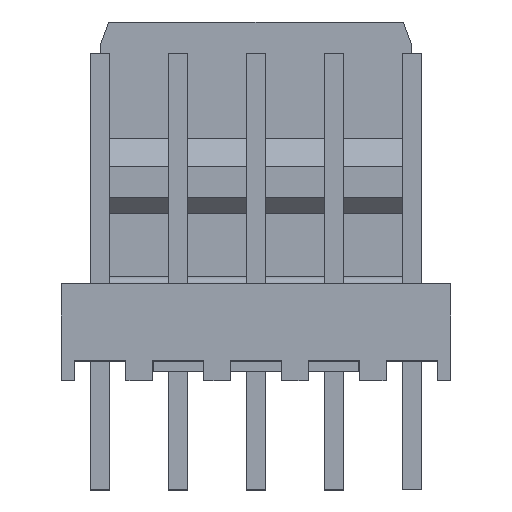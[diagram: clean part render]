
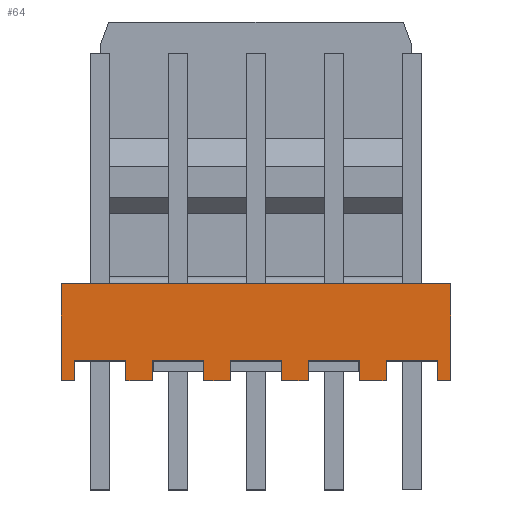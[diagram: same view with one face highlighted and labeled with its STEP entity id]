
A CAD part, top view. The second image highlights one B-rep face of the part: STEP entity #64.
In plain terms, the highlighted planar face has unit normal (0, 0, 1).
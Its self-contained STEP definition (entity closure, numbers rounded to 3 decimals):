
#64=ADVANCED_FACE('',(#187),#188,.T.);
#187=FACE_OUTER_BOUND('',#429,.T.);
#188=PLANE('',#430);
#429=EDGE_LOOP('',(#676,#677,#678,#679,#680,#681,#682,#683,#684,#685,#686,#687,#688,#689,#690,#691,#692,#693,#694,#695,#696,#697,#698,#699));
#430=AXIS2_PLACEMENT_3D('',#700,#701,#702);
#676=ORIENTED_EDGE('',*,*,#1610,.F.);
#677=ORIENTED_EDGE('',*,*,#1611,.F.);
#678=ORIENTED_EDGE('',*,*,#1612,.T.);
#679=ORIENTED_EDGE('',*,*,#1613,.F.);
#680=ORIENTED_EDGE('',*,*,#1614,.F.);
#681=ORIENTED_EDGE('',*,*,#1609,.T.);
#682=ORIENTED_EDGE('',*,*,#1615,.T.);
#683=ORIENTED_EDGE('',*,*,#1616,.T.);
#684=ORIENTED_EDGE('',*,*,#1617,.F.);
#685=ORIENTED_EDGE('',*,*,#1618,.F.);
#686=ORIENTED_EDGE('',*,*,#1619,.T.);
#687=ORIENTED_EDGE('',*,*,#1620,.T.);
#688=ORIENTED_EDGE('',*,*,#1621,.F.);
#689=ORIENTED_EDGE('',*,*,#1622,.F.);
#690=ORIENTED_EDGE('',*,*,#1623,.T.);
#691=ORIENTED_EDGE('',*,*,#1624,.T.);
#692=ORIENTED_EDGE('',*,*,#1625,.F.);
#693=ORIENTED_EDGE('',*,*,#1626,.F.);
#694=ORIENTED_EDGE('',*,*,#1627,.T.);
#695=ORIENTED_EDGE('',*,*,#1628,.T.);
#696=ORIENTED_EDGE('',*,*,#1629,.F.);
#697=ORIENTED_EDGE('',*,*,#1630,.F.);
#698=ORIENTED_EDGE('',*,*,#1631,.T.);
#699=ORIENTED_EDGE('',*,*,#1632,.T.);
#700=CARTESIAN_POINT('',(-6.35,1.58,2.92));
#701=DIRECTION('',(0.0,0.0,1.0));
#702=DIRECTION('',(1.0,0.0,0.0));
#1609=EDGE_CURVE('',#1934,#1938,#1940,.T.);
#1610=EDGE_CURVE('',#1941,#1942,#1943,.T.);
#1611=EDGE_CURVE('',#1944,#1941,#1945,.T.);
#1612=EDGE_CURVE('',#1944,#1946,#1947,.T.);
#1613=EDGE_CURVE('',#1948,#1946,#1949,.T.);
#1614=EDGE_CURVE('',#1934,#1948,#1950,.T.);
#1615=EDGE_CURVE('',#1938,#1951,#1952,.T.);
#1616=EDGE_CURVE('',#1951,#1953,#1954,.T.);
#1617=EDGE_CURVE('',#1955,#1953,#1956,.T.);
#1618=EDGE_CURVE('',#1957,#1955,#1958,.T.);
#1619=EDGE_CURVE('',#1957,#1959,#1960,.T.);
#1620=EDGE_CURVE('',#1959,#1961,#1962,.T.);
#1621=EDGE_CURVE('',#1963,#1961,#1964,.T.);
#1622=EDGE_CURVE('',#1965,#1963,#1966,.T.);
#1623=EDGE_CURVE('',#1965,#1967,#1968,.T.);
#1624=EDGE_CURVE('',#1967,#1969,#1970,.T.);
#1625=EDGE_CURVE('',#1971,#1969,#1972,.T.);
#1626=EDGE_CURVE('',#1973,#1971,#1974,.T.);
#1627=EDGE_CURVE('',#1973,#1975,#1976,.T.);
#1628=EDGE_CURVE('',#1975,#1977,#1978,.T.);
#1629=EDGE_CURVE('',#1979,#1977,#1980,.T.);
#1630=EDGE_CURVE('',#1981,#1979,#1982,.T.);
#1631=EDGE_CURVE('',#1981,#1983,#1984,.T.);
#1632=EDGE_CURVE('',#1983,#1942,#1985,.T.);
#1934=VERTEX_POINT('',#2429);
#1938=VERTEX_POINT('',#2435);
#1940=LINE('',#2438,#2439);
#1941=VERTEX_POINT('',#2440);
#1942=VERTEX_POINT('',#2441);
#1943=LINE('',#2442,#2443);
#1944=VERTEX_POINT('',#2444);
#1945=LINE('',#2445,#2446);
#1946=VERTEX_POINT('',#2447);
#1947=LINE('',#2448,#2449);
#1948=VERTEX_POINT('',#2450);
#1949=LINE('',#2451,#2452);
#1950=LINE('',#2453,#2454);
#1951=VERTEX_POINT('',#2455);
#1952=LINE('',#2456,#2457);
#1953=VERTEX_POINT('',#2458);
#1954=LINE('',#2459,#2460);
#1955=VERTEX_POINT('',#2461);
#1956=LINE('',#2462,#2463);
#1957=VERTEX_POINT('',#2464);
#1958=LINE('',#2465,#2466);
#1959=VERTEX_POINT('',#2467);
#1960=LINE('',#2468,#2469);
#1961=VERTEX_POINT('',#2470);
#1962=LINE('',#2471,#2472);
#1963=VERTEX_POINT('',#2473);
#1964=LINE('',#2474,#2475);
#1965=VERTEX_POINT('',#2476);
#1966=LINE('',#2477,#2478);
#1967=VERTEX_POINT('',#2479);
#1968=LINE('',#2480,#2481);
#1969=VERTEX_POINT('',#2482);
#1970=LINE('',#2483,#2484);
#1971=VERTEX_POINT('',#2485);
#1972=LINE('',#2486,#2487);
#1973=VERTEX_POINT('',#2488);
#1974=LINE('',#2489,#2490);
#1975=VERTEX_POINT('',#2491);
#1976=LINE('',#2492,#2493);
#1977=VERTEX_POINT('',#2494);
#1978=LINE('',#2495,#2496);
#1979=VERTEX_POINT('',#2497);
#1980=LINE('',#2498,#2499);
#1981=VERTEX_POINT('',#2500);
#1982=LINE('',#2501,#2502);
#1983=VERTEX_POINT('',#2503);
#1984=LINE('',#2504,#2505);
#1985=LINE('',#2506,#2507);
#2429=CARTESIAN_POINT('',(-6.35,1.58,2.92));
#2435=CARTESIAN_POINT('',(-6.35,-1.58,2.92));
#2438=CARTESIAN_POINT('',(-6.35,1.58,2.92));
#2439=VECTOR('',#3221,3.16);
#2440=CARTESIAN_POINT('',(5.92,-0.94,2.92));
#2441=CARTESIAN_POINT('',(4.24,-0.94,2.92));
#2442=CARTESIAN_POINT('',(5.92,-0.94,2.92));
#2443=VECTOR('',#3222,1.68);
#2444=CARTESIAN_POINT('',(5.92,-1.58,2.92));
#2445=CARTESIAN_POINT('',(5.92,-1.58,2.92));
#2446=VECTOR('',#3223,0.64);
#2447=CARTESIAN_POINT('',(6.35,-1.58,2.92));
#2448=CARTESIAN_POINT('',(5.92,-1.58,2.92));
#2449=VECTOR('',#3224,0.43);
#2450=CARTESIAN_POINT('',(6.35,1.58,2.92));
#2451=CARTESIAN_POINT('',(6.35,1.58,2.92));
#2452=VECTOR('',#3225,3.16);
#2453=CARTESIAN_POINT('',(-6.35,1.58,2.92));
#2454=VECTOR('',#3226,12.7);
#2455=CARTESIAN_POINT('',(-5.92,-1.58,2.92));
#2456=CARTESIAN_POINT('',(-6.35,-1.58,2.92));
#2457=VECTOR('',#3227,0.43);
#2458=CARTESIAN_POINT('',(-5.92,-0.94,2.92));
#2459=CARTESIAN_POINT('',(-5.92,-1.58,2.92));
#2460=VECTOR('',#3228,0.64);
#2461=CARTESIAN_POINT('',(-4.24,-0.94,2.92));
#2462=CARTESIAN_POINT('',(-4.24,-0.94,2.92));
#2463=VECTOR('',#3229,1.68);
#2464=CARTESIAN_POINT('',(-4.24,-1.58,2.92));
#2465=CARTESIAN_POINT('',(-4.24,-1.58,2.92));
#2466=VECTOR('',#3230,0.64);
#2467=CARTESIAN_POINT('',(-3.38,-1.58,2.92));
#2468=CARTESIAN_POINT('',(-4.24,-1.58,2.92));
#2469=VECTOR('',#3231,0.86);
#2470=CARTESIAN_POINT('',(-3.38,-0.94,2.92));
#2471=CARTESIAN_POINT('',(-3.38,-1.58,2.92));
#2472=VECTOR('',#3232,0.64);
#2473=CARTESIAN_POINT('',(-1.7,-0.94,2.92));
#2474=CARTESIAN_POINT('',(-1.7,-0.94,2.92));
#2475=VECTOR('',#3233,1.68);
#2476=CARTESIAN_POINT('',(-1.7,-1.58,2.92));
#2477=CARTESIAN_POINT('',(-1.7,-1.58,2.92));
#2478=VECTOR('',#3234,0.64);
#2479=CARTESIAN_POINT('',(-0.84,-1.58,2.92));
#2480=CARTESIAN_POINT('',(-1.7,-1.58,2.92));
#2481=VECTOR('',#3235,0.86);
#2482=CARTESIAN_POINT('',(-0.84,-0.94,2.92));
#2483=CARTESIAN_POINT('',(-0.84,-1.58,2.92));
#2484=VECTOR('',#3236,0.64);
#2485=CARTESIAN_POINT('',(0.84,-0.94,2.92));
#2486=CARTESIAN_POINT('',(0.84,-0.94,2.92));
#2487=VECTOR('',#3237,1.68);
#2488=CARTESIAN_POINT('',(0.84,-1.58,2.92));
#2489=CARTESIAN_POINT('',(0.84,-1.58,2.92));
#2490=VECTOR('',#3238,0.64);
#2491=CARTESIAN_POINT('',(1.7,-1.58,2.92));
#2492=CARTESIAN_POINT('',(0.84,-1.58,2.92));
#2493=VECTOR('',#3239,0.86);
#2494=CARTESIAN_POINT('',(1.7,-0.94,2.92));
#2495=CARTESIAN_POINT('',(1.7,-1.58,2.92));
#2496=VECTOR('',#3240,0.64);
#2497=CARTESIAN_POINT('',(3.38,-0.94,2.92));
#2498=CARTESIAN_POINT('',(3.38,-0.94,2.92));
#2499=VECTOR('',#3241,1.68);
#2500=CARTESIAN_POINT('',(3.38,-1.58,2.92));
#2501=CARTESIAN_POINT('',(3.38,-1.58,2.92));
#2502=VECTOR('',#3242,0.64);
#2503=CARTESIAN_POINT('',(4.24,-1.58,2.92));
#2504=CARTESIAN_POINT('',(3.38,-1.58,2.92));
#2505=VECTOR('',#3243,0.86);
#2506=CARTESIAN_POINT('',(4.24,-1.58,2.92));
#2507=VECTOR('',#3244,0.64);
#3221=DIRECTION('',(0.0,-1.0,0.0));
#3222=DIRECTION('',(-1.0,0.0,0.0));
#3223=DIRECTION('',(0.0,1.0,0.0));
#3224=DIRECTION('',(1.0,0.0,0.0));
#3225=DIRECTION('',(0.0,-1.0,0.0));
#3226=DIRECTION('',(1.0,0.0,0.0));
#3227=DIRECTION('',(1.0,0.0,0.0));
#3228=DIRECTION('',(0.0,1.0,0.0));
#3229=DIRECTION('',(-1.0,0.0,0.0));
#3230=DIRECTION('',(0.0,1.0,0.0));
#3231=DIRECTION('',(1.0,0.0,0.0));
#3232=DIRECTION('',(0.0,1.0,0.0));
#3233=DIRECTION('',(-1.0,0.0,0.0));
#3234=DIRECTION('',(0.0,1.0,0.0));
#3235=DIRECTION('',(1.0,0.0,0.0));
#3236=DIRECTION('',(0.0,1.0,0.0));
#3237=DIRECTION('',(-1.0,0.0,0.0));
#3238=DIRECTION('',(0.0,1.0,0.0));
#3239=DIRECTION('',(1.0,0.0,0.0));
#3240=DIRECTION('',(0.0,1.0,0.0));
#3241=DIRECTION('',(-1.0,0.0,0.0));
#3242=DIRECTION('',(0.0,1.0,0.0));
#3243=DIRECTION('',(1.0,0.0,0.0));
#3244=DIRECTION('',(0.0,1.0,0.0));
